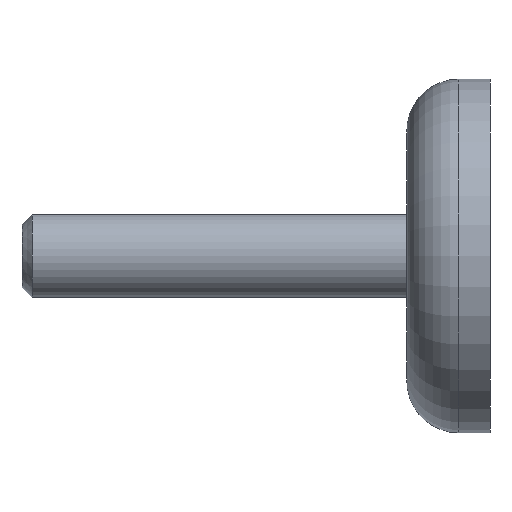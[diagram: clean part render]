
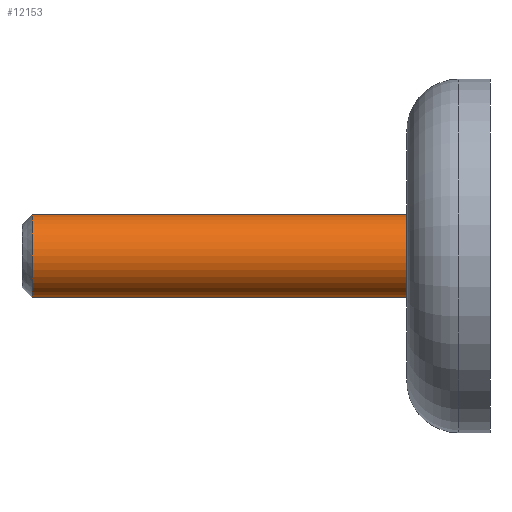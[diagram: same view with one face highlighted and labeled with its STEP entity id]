
A CAD part, left-side view. The second image highlights one B-rep face of the part: STEP entity #12153.
In plain terms, the highlighted cylindrical face has radius 4 mm (diameter 8 mm), a partial arc.
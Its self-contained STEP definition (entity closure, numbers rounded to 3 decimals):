
#41 = CARTESIAN_POINT ( 'NONE',  ( 0., 0., -4. ) ) ;
#56 = LINE ( 'NONE', #41, #2400 ) ;
#130 = VECTOR ( 'NONE', #12899, 1000. ) ;
#327 = CARTESIAN_POINT ( 'NONE',  ( 0., 0., 0. ) ) ;
#627 = LINE ( 'NONE', #1024, #130 ) ;
#1024 = CARTESIAN_POINT ( 'NONE',  ( 0., 0., 4. ) ) ;
#1727 = VERTEX_POINT ( 'NONE', #15172 ) ;
#2400 = VECTOR ( 'NONE', #4787, 1000. ) ;
#2670 = DIRECTION ( 'NONE',  ( 0., 0., -1. ) ) ;
#2745 = CARTESIAN_POINT ( 'NONE',  ( 0., 44., 4. ) ) ;
#3332 = CARTESIAN_POINT ( 'NONE',  ( 0., 44., 0. ) ) ;
#3546 = EDGE_CURVE ( 'NONE', #8072, #1727, #9775, .T. ) ;
#3592 = EDGE_CURVE ( 'NONE', #1727, #8651, #56, .T. ) ;
#3813 = AXIS2_PLACEMENT_3D ( 'NONE', #3332, #7155, #7104 ) ;
#3976 = DIRECTION ( 'NONE',  ( 0., -1., 0. ) ) ;
#4787 = DIRECTION ( 'NONE',  ( 0., -1., 0. ) ) ;
#5686 = AXIS2_PLACEMENT_3D ( 'NONE', #8702, #3976, #12099 ) ;
#6056 = EDGE_CURVE ( 'NONE', #14867, #8651, #6779, .T. ) ;
#6779 = CIRCLE ( 'NONE', #5686, 4. ) ;
#6825 = CARTESIAN_POINT ( 'NONE',  ( 0., 5., -4. ) ) ;
#7104 = DIRECTION ( 'NONE',  ( 0., 0., 1. ) ) ;
#7155 = DIRECTION ( 'NONE',  ( 0., -1., 0. ) ) ;
#8072 = VERTEX_POINT ( 'NONE', #2745 ) ;
#8269 = ORIENTED_EDGE ( 'NONE', *, *, #3546, .T. ) ;
#8531 = CYLINDRICAL_SURFACE ( 'NONE', #13403, 4. ) ;
#8651 = VERTEX_POINT ( 'NONE', #6825 ) ;
#8702 = CARTESIAN_POINT ( 'NONE',  ( 0., 5., 0. ) ) ;
#9775 = CIRCLE ( 'NONE', #3813, 4. ) ;
#10103 = CARTESIAN_POINT ( 'NONE',  ( 0., 5., 4. ) ) ;
#11924 = DIRECTION ( 'NONE',  ( 0., -1., 0. ) ) ;
#12037 = FACE_OUTER_BOUND ( 'NONE', #14603, .T. ) ;
#12099 = DIRECTION ( 'NONE',  ( 0., 0., -1. ) ) ;
#12103 = ORIENTED_EDGE ( 'NONE', *, *, #6056, .F. ) ;
#12153 = ADVANCED_FACE ( 'NONE', ( #12037 ), #8531, .T. ) ;
#12213 = ORIENTED_EDGE ( 'NONE', *, *, #14599, .F. ) ;
#12899 = DIRECTION ( 'NONE',  ( 0., -1., 0. ) ) ;
#13403 = AXIS2_PLACEMENT_3D ( 'NONE', #327, #11924, #2670 ) ;
#13846 = ORIENTED_EDGE ( 'NONE', *, *, #3592, .T. ) ;
#14599 = EDGE_CURVE ( 'NONE', #8072, #14867, #627, .T. ) ;
#14603 = EDGE_LOOP ( 'NONE', ( #12213, #8269, #13846, #12103 ) ) ;
#14867 = VERTEX_POINT ( 'NONE', #10103 ) ;
#15172 = CARTESIAN_POINT ( 'NONE',  ( 0., 44., -4. ) ) ;
